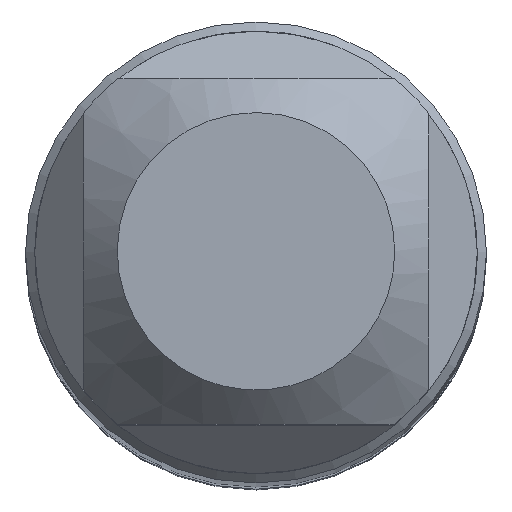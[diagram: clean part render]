
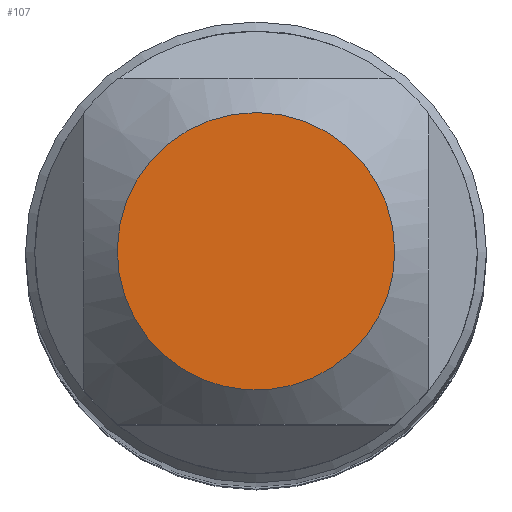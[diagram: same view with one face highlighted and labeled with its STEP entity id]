
A CAD part, top view. The second image highlights one B-rep face of the part: STEP entity #107.
In plain terms, the highlighted planar face has unit normal (0, 0, 1).
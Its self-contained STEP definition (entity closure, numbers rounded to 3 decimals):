
#70=PLANE('',#431);
#83=FACE_OUTER_BOUND('',#174,.T.);
#107=ADVANCED_FACE('',(#83),#70,.F.);
#174=EDGE_LOOP('',(#214));
#214=ORIENTED_EDGE('',*,*,#318,.T.);
#287=VERTEX_POINT('',#637);
#318=EDGE_CURVE('',#287,#287,#357,.T.);
#357=CIRCLE('',#430,1.682);
#430=AXIS2_PLACEMENT_3D('',#636,#500,#501);
#431=AXIS2_PLACEMENT_3D('',#638,#502,#503);
#500=DIRECTION('',(0.,0.,1.));
#501=DIRECTION('',(1.,0.,0.));
#502=DIRECTION('',(0.,0.,-1.));
#503=DIRECTION('',(-1.,0.,0.));
#636=CARTESIAN_POINT('',(0.,0.,0.));
#637=CARTESIAN_POINT('',(1.682,0.,0.));
#638=CARTESIAN_POINT('',(2.994,0.,0.));
